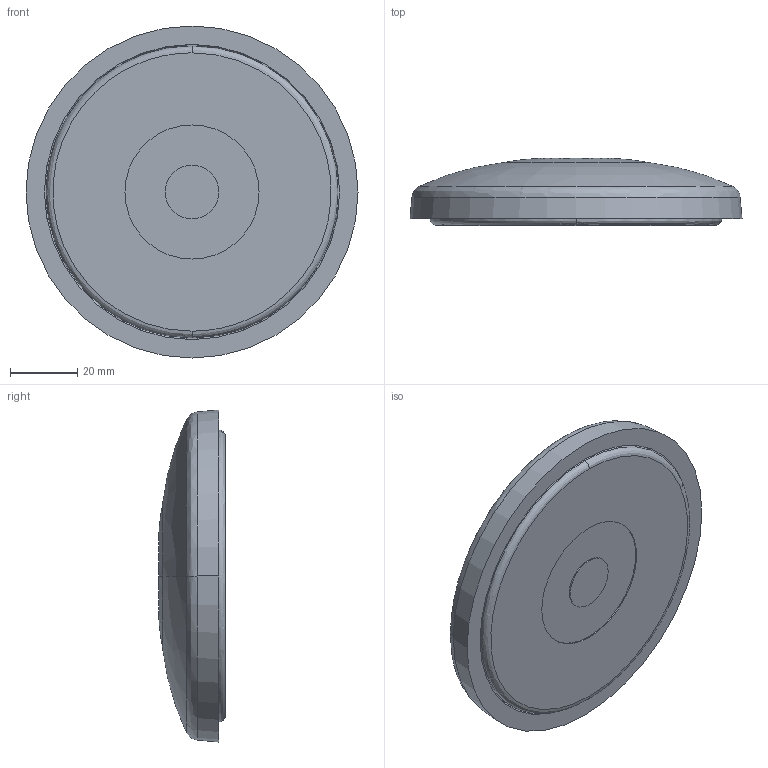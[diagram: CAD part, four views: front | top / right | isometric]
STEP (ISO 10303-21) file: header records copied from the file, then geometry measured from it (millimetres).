
FILE_DESCRIPTION (( 'STEP AP214' ), '1' );
FILE_NAME ('098a100kg.STEP', '2014-08-25T08:07:49', ( '' ), ( '' ), 'SwSTEP 2.0', 'SolidWorks 2014', '' );
FILE_SCHEMA (( 'AUTOMOTIVE_DESIGN' ));
Length unit declared in the file: millimetre
Products named in the file (1): 098a100kg
Bounding box: 99 x 19.94 x 99 mm (x, y, z)
Volume: 90024.8 mm3; surface area: 41702.9 mm2
Topology: 2 solids, 2 shells, 224 faces, 594 edges, 386 vertices
Faces by surface type: plane 67, cylinder 66, cone 48, bspline 43
Entity records: 11144 total; most frequent: CARTESIAN_POINT 3250, ORIENTED_EDGE 1188, DIRECTION 1086, EDGE_CURVE 594, AXIS2_PLACEMENT_3D 434, VERTEX_POINT 386, CIRCLE 252, EDGE_LOOP 238
